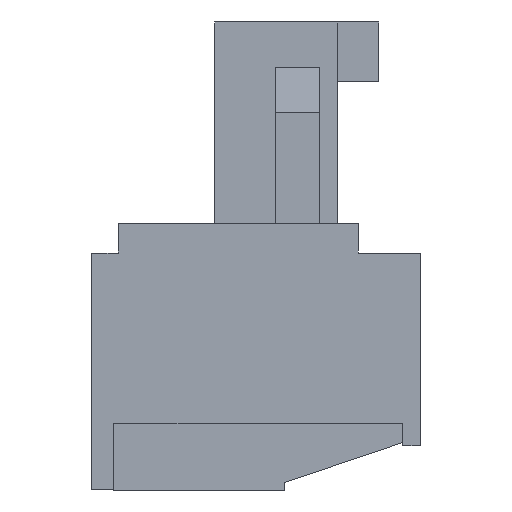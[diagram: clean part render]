
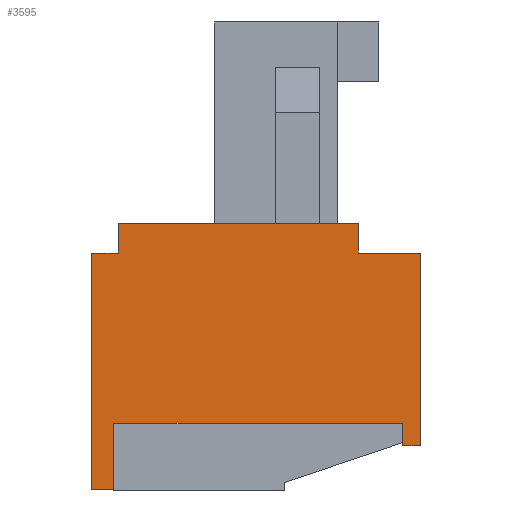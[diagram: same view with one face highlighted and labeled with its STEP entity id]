
A CAD part, left-side view. The second image highlights one B-rep face of the part: STEP entity #3595.
In plain terms, the highlighted planar face has unit normal (-1, 0, 0).
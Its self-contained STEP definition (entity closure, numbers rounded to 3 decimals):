
#3595 = ADVANCED_FACE( '', ( #7238 ), #7239, .F. );
#7238 = FACE_OUTER_BOUND( '', #10812, .T. );
#7239 = PLANE( '', #10813 );
#10812 = EDGE_LOOP( '', ( #20486, #20487, #20488, #20489, #20490, #20491, #20492, #20493, #20494, #20495, #20496, #20497 ) );
#10813 = AXIS2_PLACEMENT_3D( '', #20498, #20499, #20500 );
#20486 = ORIENTED_EDGE( '', *, *, #24938, .F. );
#20487 = ORIENTED_EDGE( '', *, *, #24755, .F. );
#20488 = ORIENTED_EDGE( '', *, *, #23587, .F. );
#20489 = ORIENTED_EDGE( '', *, *, #24792, .F. );
#20490 = ORIENTED_EDGE( '', *, *, #22344, .F. );
#20491 = ORIENTED_EDGE( '', *, *, #24276, .F. );
#20492 = ORIENTED_EDGE( '', *, *, #23662, .F. );
#20493 = ORIENTED_EDGE( '', *, *, #24019, .F. );
#20494 = ORIENTED_EDGE( '', *, *, #24419, .F. );
#20495 = ORIENTED_EDGE( '', *, *, #23417, .F. );
#20496 = ORIENTED_EDGE( '', *, *, #24741, .F. );
#20497 = ORIENTED_EDGE( '', *, *, #23784, .F. );
#20498 = CARTESIAN_POINT( '', ( -26.67, 0., 0. ) );
#20499 = DIRECTION( '', ( 1., 0., 0. ) );
#20500 = DIRECTION( '', ( 0., 0., -1. ) );
#22344 = EDGE_CURVE( '', #27209, #27192, #27211, .T. );
#23417 = EDGE_CURVE( '', #28866, #28868, #28869, .T. );
#23587 = EDGE_CURVE( '', #29114, #29116, #29117, .T. );
#23662 = EDGE_CURVE( '', #29218, #29219, #29220, .T. );
#23784 = EDGE_CURVE( '', #29394, #29396, #29397, .T. );
#24019 = EDGE_CURVE( '', #29716, #29218, #29717, .T. );
#24276 = EDGE_CURVE( '', #29219, #27209, #30043, .T. );
#24419 = EDGE_CURVE( '', #28868, #29716, #30217, .T. );
#24741 = EDGE_CURVE( '', #29396, #28866, #30584, .T. );
#24755 = EDGE_CURVE( '', #29116, #30598, #30599, .T. );
#24792 = EDGE_CURVE( '', #27192, #29114, #30639, .T. );
#24938 = EDGE_CURVE( '', #30598, #29394, #30800, .T. );
#27192 = VERTEX_POINT( '', #34012 );
#27209 = VERTEX_POINT( '', #34038 );
#27211 = LINE( '', #34041, #34042 );
#28866 = VERTEX_POINT( '', #36454 );
#28868 = VERTEX_POINT( '', #36457 );
#28869 = LINE( '', #36458, #36459 );
#29114 = VERTEX_POINT( '', #36839 );
#29116 = VERTEX_POINT( '', #36842 );
#29117 = LINE( '', #36843, #36844 );
#29218 = VERTEX_POINT( '', #36994 );
#29219 = VERTEX_POINT( '', #36995 );
#29220 = LINE( '', #36996, #36997 );
#29394 = VERTEX_POINT( '', #37255 );
#29396 = VERTEX_POINT( '', #37258 );
#29397 = LINE( '', #37259, #37260 );
#29716 = VERTEX_POINT( '', #37727 );
#29717 = LINE( '', #37728, #37729 );
#30043 = LINE( '', #38212, #38213 );
#30217 = LINE( '', #38461, #38462 );
#30584 = LINE( '', #38991, #38992 );
#30598 = VERTEX_POINT( '', #39011 );
#30599 = LINE( '', #39012, #39013 );
#30639 = LINE( '', #39067, #39068 );
#30800 = LINE( '', #39304, #39305 );
#34012 = CARTESIAN_POINT( '', ( -26.67, 4.05, 4. ) );
#34038 = CARTESIAN_POINT( '', ( -26.67, 4.95, 4. ) );
#34041 = CARTESIAN_POINT( '', ( -26.67, 4.95, 4. ) );
#34042 = VECTOR( '', #40599, 1000. );
#36454 = CARTESIAN_POINT( '', ( -26.67, -5.55, -2.5 ) );
#36457 = CARTESIAN_POINT( '', ( -26.67, -5.55, -1.75 ) );
#36458 = CARTESIAN_POINT( '', ( -26.67, -5.55, -2.5 ) );
#36459 = VECTOR( '', #41557, 1000. );
#36839 = CARTESIAN_POINT( '', ( -26.67, 4.05, 5. ) );
#36842 = CARTESIAN_POINT( '', ( -26.67, -4.05, 5. ) );
#36843 = CARTESIAN_POINT( '', ( -26.67, 4.05, 5. ) );
#36844 = VECTOR( '', #41706, 1000. );
#36994 = CARTESIAN_POINT( '', ( -26.67, 4.2, -4. ) );
#36995 = CARTESIAN_POINT( '', ( -26.67, 4.95, -4. ) );
#36996 = CARTESIAN_POINT( '', ( -26.67, 4.2, -4. ) );
#36997 = VECTOR( '', #41768, 1000. );
#37255 = CARTESIAN_POINT( '', ( -26.67, -6.15, 4. ) );
#37258 = CARTESIAN_POINT( '', ( -26.67, -6.15, -2.5 ) );
#37259 = CARTESIAN_POINT( '', ( -26.67, -6.15, 4. ) );
#37260 = VECTOR( '', #41887, 1000. );
#37727 = CARTESIAN_POINT( '', ( -26.67, 4.2, -1.75 ) );
#37728 = CARTESIAN_POINT( '', ( -26.67, 4.2, -1.75 ) );
#37729 = VECTOR( '', #42099, 1000. );
#38212 = CARTESIAN_POINT( '', ( -26.67, 4.95, -4. ) );
#38213 = VECTOR( '', #42320, 1000. );
#38461 = CARTESIAN_POINT( '', ( -26.67, -5.55, -1.75 ) );
#38462 = VECTOR( '', #42440, 1000. );
#38991 = CARTESIAN_POINT( '', ( -26.67, -6.15, -2.5 ) );
#38992 = VECTOR( '', #42630, 1000. );
#39011 = CARTESIAN_POINT( '', ( -26.67, -4.05, 4. ) );
#39012 = CARTESIAN_POINT( '', ( -26.67, -4.05, 5. ) );
#39013 = VECTOR( '', #42636, 1000. );
#39067 = CARTESIAN_POINT( '', ( -26.67, 4.05, 4. ) );
#39068 = VECTOR( '', #42654, 1000. );
#39304 = CARTESIAN_POINT( '', ( -26.67, -4.05, 4. ) );
#39305 = VECTOR( '', #42733, 1000. );
#40599 = DIRECTION( '', ( 0., -1., 0. ) );
#41557 = DIRECTION( '', ( 0., 0., 1. ) );
#41706 = DIRECTION( '', ( 0., -1., 0. ) );
#41768 = DIRECTION( '', ( 0., 1., 0. ) );
#41887 = DIRECTION( '', ( 0., 0., -1. ) );
#42099 = DIRECTION( '', ( 0., 0., -1. ) );
#42320 = DIRECTION( '', ( 0., 0., 1. ) );
#42440 = DIRECTION( '', ( 0., 1., 0. ) );
#42630 = DIRECTION( '', ( 0., 1., 0. ) );
#42636 = DIRECTION( '', ( 0., 0., -1. ) );
#42654 = DIRECTION( '', ( 0., 0., 1. ) );
#42733 = DIRECTION( '', ( 0., -1., 0. ) );
